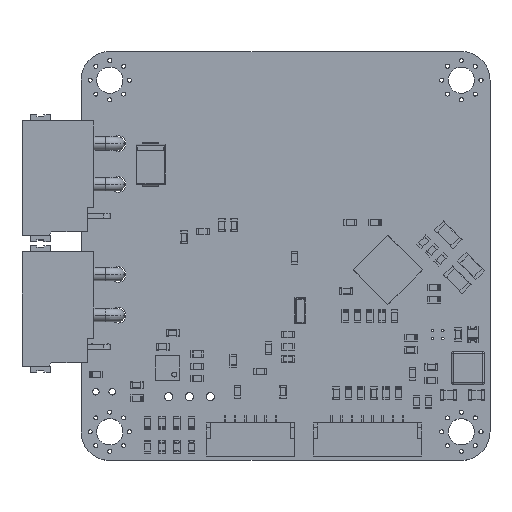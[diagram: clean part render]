
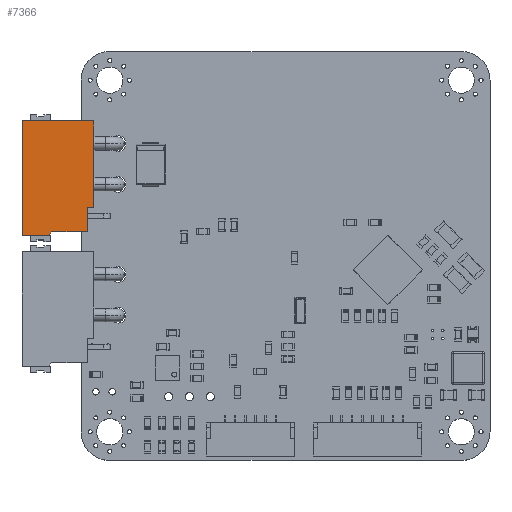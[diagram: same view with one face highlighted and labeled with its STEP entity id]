
A CAD part, top view. The second image highlights one B-rep face of the part: STEP entity #7366.
In plain terms, the highlighted face is planar.
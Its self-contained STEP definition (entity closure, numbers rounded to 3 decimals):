
#6946 = VERTEX_POINT('',#6947);
#6947 = CARTESIAN_POINT('',(-7.,5.2,2.93));
#6953 = EDGE_CURVE('',#6954,#6946,#6956,.T.);
#6954 = VERTEX_POINT('',#6955);
#6955 = CARTESIAN_POINT('',(3.55,5.2,2.93));
#6956 = LINE('',#6957,#6958);
#6957 = CARTESIAN_POINT('',(3.55,5.2,2.93));
#6958 = VECTOR('',#6959,1.);
#6959 = DIRECTION('',(-1.,0.,0.));
#7018 = VERTEX_POINT('',#7019);
#7019 = CARTESIAN_POINT('',(-7.,5.2,11.73));
#7025 = EDGE_CURVE('',#6946,#7018,#7026,.T.);
#7026 = LINE('',#7027,#7028);
#7027 = CARTESIAN_POINT('',(-7.,5.2,2.93));
#7028 = VECTOR('',#7029,1.);
#7029 = DIRECTION('',(0.,0.,1.));
#7163 = VERTEX_POINT('',#7164);
#7164 = CARTESIAN_POINT('',(7.,5.2,11.73));
#7170 = EDGE_CURVE('',#7018,#7163,#7171,.T.);
#7171 = LINE('',#7172,#7173);
#7172 = CARTESIAN_POINT('',(-7.,5.2,11.73));
#7173 = VECTOR('',#7174,1.);
#7174 = DIRECTION('',(1.,0.,0.));
#7220 = VERTEX_POINT('',#7221);
#7221 = CARTESIAN_POINT('',(7.,5.2,8.53));
#7227 = EDGE_CURVE('',#7163,#7220,#7228,.T.);
#7228 = LINE('',#7229,#7230);
#7229 = CARTESIAN_POINT('',(7.,5.2,11.73));
#7230 = VECTOR('',#7231,1.);
#7231 = DIRECTION('',(0.,0.,-1.));
#7257 = VERTEX_POINT('',#7258);
#7258 = CARTESIAN_POINT('',(6.55,5.2,8.08));
#7264 = EDGE_CURVE('',#7220,#7257,#7265,.T.);
#7265 = LINE('',#7266,#7267);
#7266 = CARTESIAN_POINT('',(7.,5.2,8.53));
#7267 = VECTOR('',#7268,1.);
#7268 = DIRECTION('',(-0.707,0.,-0.707));
#7295 = VERTEX_POINT('',#7296);
#7296 = CARTESIAN_POINT('',(6.55,5.2,3.755));
#7302 = EDGE_CURVE('',#7257,#7295,#7303,.T.);
#7303 = LINE('',#7304,#7305);
#7304 = CARTESIAN_POINT('',(6.55,5.2,8.08));
#7305 = VECTOR('',#7306,1.);
#7306 = DIRECTION('',(0.,0.,-1.));
#7326 = VERTEX_POINT('',#7327);
#7327 = CARTESIAN_POINT('',(3.55,5.2,3.755));
#7333 = EDGE_CURVE('',#7295,#7326,#7334,.T.);
#7334 = LINE('',#7335,#7336);
#7335 = CARTESIAN_POINT('',(6.55,5.2,3.755));
#7336 = VECTOR('',#7337,1.);
#7337 = DIRECTION('',(-1.,0.,0.));
#7355 = EDGE_CURVE('',#7326,#6954,#7356,.T.);
#7356 = LINE('',#7357,#7358);
#7357 = CARTESIAN_POINT('',(3.55,5.2,3.755));
#7358 = VECTOR('',#7359,1.);
#7359 = DIRECTION('',(0.,0.,-1.));
#7366 = ADVANCED_FACE('',(#7367),#7377,.T.);
#7367 = FACE_BOUND('',#7368,.T.);
#7368 = EDGE_LOOP('',(#7369,#7370,#7371,#7372,#7373,#7374,#7375,#7376));
#7369 = ORIENTED_EDGE('',*,*,#6953,.T.);
#7370 = ORIENTED_EDGE('',*,*,#7025,.T.);
#7371 = ORIENTED_EDGE('',*,*,#7170,.T.);
#7372 = ORIENTED_EDGE('',*,*,#7227,.T.);
#7373 = ORIENTED_EDGE('',*,*,#7264,.T.);
#7374 = ORIENTED_EDGE('',*,*,#7302,.T.);
#7375 = ORIENTED_EDGE('',*,*,#7333,.T.);
#7376 = ORIENTED_EDGE('',*,*,#7355,.T.);
#7377 = PLANE('',#7378);
#7378 = AXIS2_PLACEMENT_3D('',#7379,#7380,#7381);
#7379 = CARTESIAN_POINT('',(0.,5.2,0.));
#7380 = DIRECTION('',(0.,1.,-0.));
#7381 = DIRECTION('',(0.,0.,1.));
